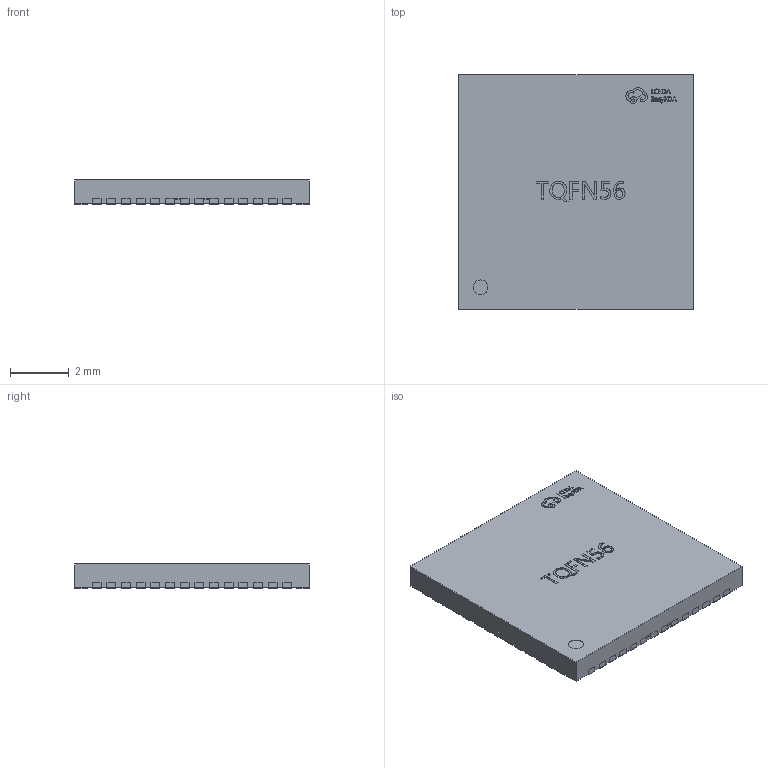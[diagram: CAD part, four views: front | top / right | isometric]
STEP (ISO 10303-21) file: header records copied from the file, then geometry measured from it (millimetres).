
FILE_DESCRIPTION (( 'STEP AP214' ), '1' );
FILE_NAME ('TQFN-56_L8.0-W8.0-H0.8-P0.50.step', '2022-07-15T03:58:48', ( '' ), ( '' ), 'SwSTEP 2.0', 'SolidWorks 2020', '' );
FILE_SCHEMA (( 'AUTOMOTIVE_DESIGN' ));
Length unit declared in the file: millimetre
Products named in the file (1): TQFN-56_L8.0-W8.0-H0.8-P0.50
Bounding box: 8.02 x 8.02 x 0.82 mm (x, y, z)
Volume: 52.6 mm3; surface area: 183.8 mm2
Topology: 70 solids, 70 shells, 728 faces, 1710 edges, 1140 vertices
Faces by surface type: plane 525, bspline 145, cylinder 58
Entity records: 32175 total; most frequent: CARTESIAN_POINT 7580, ORIENTED_EDGE 3420, DIRECTION 2700, EDGE_CURVE 1710, LINE 1300, VECTOR 1300, VERTEX_POINT 1140, UNCERTAINTY_MEASURE_WITH_UNIT 800
